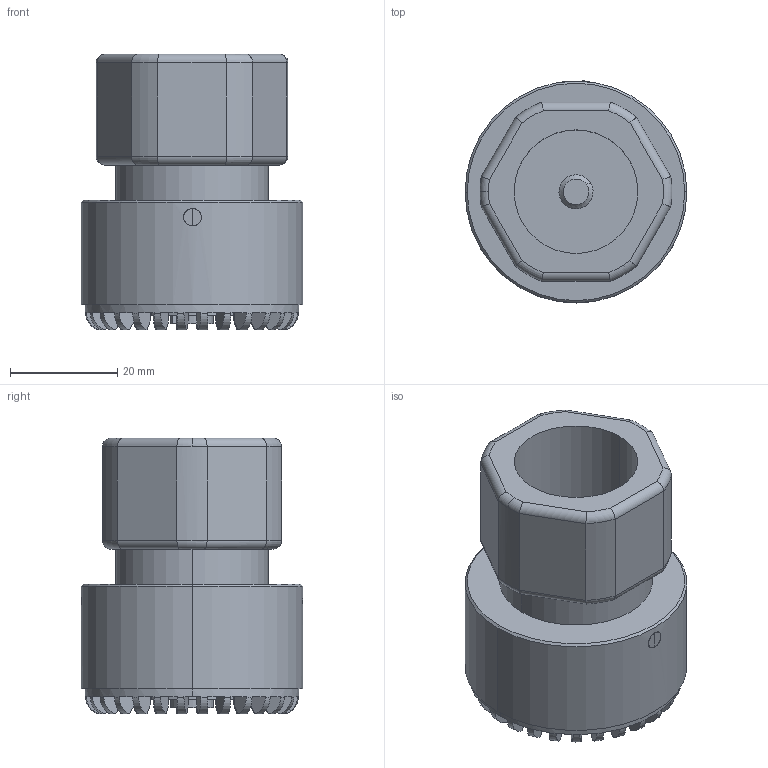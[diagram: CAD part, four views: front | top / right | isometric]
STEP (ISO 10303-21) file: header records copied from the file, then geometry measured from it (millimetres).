
FILE_DESCRIPTION (( 'STEP AP214' ), '1' );
FILE_NAME ('NTS-C NPT-FMA.STEP', '2021-01-27T21:41:26', ( '' ), ( '' ), 'SwSTEP 2.0', 'SolidWorks 2019', '' );
FILE_SCHEMA (( 'AUTOMOTIVE_DESIGN' ));
Length unit declared in the file: inch
Products named in the file (1): NTS-C NPT-FMA
Bounding box: 41.27 x 41.29 x 51.31 mm (x, y, z)
Volume: 42881.5 mm3; surface area: 11197.7 mm2
Topology: 1 solids, 1 shells, 361 faces, 1008 edges, 659 vertices
Faces by surface type: plane 162, cylinder 145, torus 42, cone 12
Entity records: 12751 total; most frequent: CARTESIAN_POINT 3925, ORIENTED_EDGE 2016, DIRECTION 1605, EDGE_CURVE 1008, VERTEX_POINT 659, AXIS2_PLACEMENT_3D 629, EDGE_LOOP 371, ADVANCED_FACE 361
